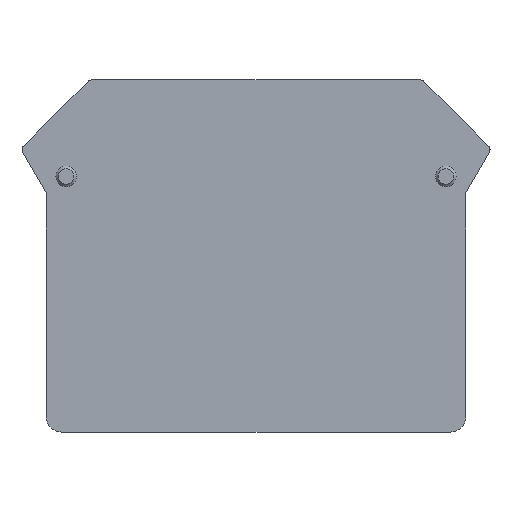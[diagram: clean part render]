
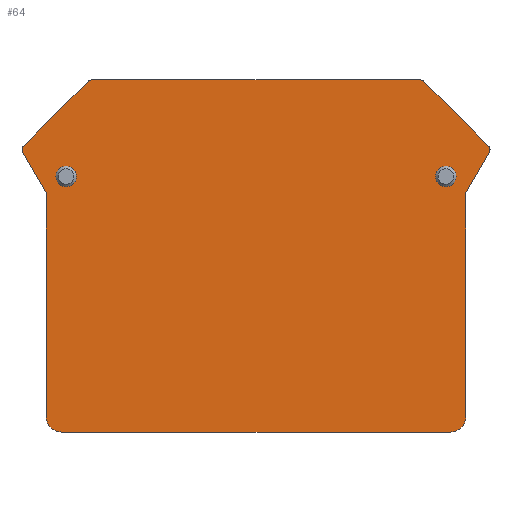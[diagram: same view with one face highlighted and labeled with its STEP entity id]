
A CAD part, front view. The second image highlights one B-rep face of the part: STEP entity #64.
In plain terms, the highlighted planar face has unit normal (0, -1, 0).
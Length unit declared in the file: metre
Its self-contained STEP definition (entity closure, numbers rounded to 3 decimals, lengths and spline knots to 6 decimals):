
#64 = ADVANCED_FACE( '', ( #136, #137, #138 ), #139, .T. );
#136 = FACE_OUTER_BOUND( '', #215, .T. );
#137 = FACE_BOUND( '', #216, .T. );
#138 = FACE_BOUND( '', #217, .T. );
#139 = PLANE( '', #218 );
#215 = EDGE_LOOP( '', ( #324, #325, #326, #327, #328, #329, #330, #331, #332, #333, #334, #335, #336, #337 ) );
#216 = EDGE_LOOP( '', ( #338 ) );
#217 = EDGE_LOOP( '', ( #339 ) );
#218 = AXIS2_PLACEMENT_3D( '', #340, #341, #342 );
#324 = ORIENTED_EDGE( '', *, *, #478, .T. );
#325 = ORIENTED_EDGE( '', *, *, #479, .T. );
#326 = ORIENTED_EDGE( '', *, *, #462, .T. );
#327 = ORIENTED_EDGE( '', *, *, #480, .T. );
#328 = ORIENTED_EDGE( '', *, *, #481, .T. );
#329 = ORIENTED_EDGE( '', *, *, #448, .T. );
#330 = ORIENTED_EDGE( '', *, *, #467, .T. );
#331 = ORIENTED_EDGE( '', *, *, #482, .T. );
#332 = ORIENTED_EDGE( '', *, *, #475, .T. );
#333 = ORIENTED_EDGE( '', *, *, #483, .T. );
#334 = ORIENTED_EDGE( '', *, *, #453, .T. );
#335 = ORIENTED_EDGE( '', *, *, #458, .T. );
#336 = ORIENTED_EDGE( '', *, *, #484, .T. );
#337 = ORIENTED_EDGE( '', *, *, #485, .T. );
#338 = ORIENTED_EDGE( '', *, *, #486, .F. );
#339 = ORIENTED_EDGE( '', *, *, #443, .F. );
#340 = CARTESIAN_POINT( '', ( -0.008791, -0.0015, -0.022026 ) );
#341 = DIRECTION( '', ( 0., -1., 0. ) );
#342 = DIRECTION( '', ( 0., 0., -1. ) );
#443 = EDGE_CURVE( '', #513, #513, #514, .T. );
#448 = EDGE_CURVE( '', #523, #521, #524, .T. );
#453 = EDGE_CURVE( '', #532, #530, #533, .T. );
#458 = EDGE_CURVE( '', #530, #538, #540, .T. );
#462 = EDGE_CURVE( '', #547, #545, #548, .T. );
#467 = EDGE_CURVE( '', #521, #553, #555, .T. );
#475 = EDGE_CURVE( '', #568, #566, #569, .T. );
#478 = EDGE_CURVE( '', #572, #573, #574, .T. );
#479 = EDGE_CURVE( '', #573, #547, #575, .T. );
#480 = EDGE_CURVE( '', #545, #576, #577, .T. );
#481 = EDGE_CURVE( '', #576, #523, #578, .T. );
#482 = EDGE_CURVE( '', #553, #568, #579, .T. );
#483 = EDGE_CURVE( '', #566, #532, #580, .T. );
#484 = EDGE_CURVE( '', #538, #581, #582, .T. );
#485 = EDGE_CURVE( '', #581, #572, #583, .T. );
#486 = EDGE_CURVE( '', #584, #584, #585, .T. );
#513 = VERTEX_POINT( '', #617 );
#514 = CIRCLE( '', #618, 0.001 );
#521 = VERTEX_POINT( '', #626 );
#523 = VERTEX_POINT( '', #629 );
#524 = LINE( '', #630, #631 );
#530 = VERTEX_POINT( '', #638 );
#532 = VERTEX_POINT( '', #641 );
#533 = CIRCLE( '', #642, 0.0005 );
#538 = VERTEX_POINT( '', #649 );
#540 = LINE( '', #652, #653 );
#545 = VERTEX_POINT( '', #659 );
#547 = VERTEX_POINT( '', #662 );
#548 = LINE( '', #663, #664 );
#553 = VERTEX_POINT( '', #670 );
#555 = CIRCLE( '', #673, 0.0005 );
#566 = VERTEX_POINT( '', #684 );
#568 = VERTEX_POINT( '', #687 );
#569 = CIRCLE( '', #688, 0.0005 );
#572 = VERTEX_POINT( '', #692 );
#573 = VERTEX_POINT( '', #693 );
#574 = LINE( '', #694, #695 );
#575 = CIRCLE( '', #696, 0.0015 );
#576 = VERTEX_POINT( '', #697 );
#577 = CIRCLE( '', #698, 0.0015 );
#578 = LINE( '', #699, #700 );
#579 = LINE( '', #701, #702 );
#580 = LINE( '', #703, #704 );
#581 = VERTEX_POINT( '', #705 );
#582 = CIRCLE( '', #706, 0.0005 );
#583 = LINE( '', #707, #708 );
#584 = VERTEX_POINT( '', #709 );
#585 = CIRCLE( '', #710, 0.001 );
#617 = CARTESIAN_POINT( '', ( 0.029659, -0.0015, 0.001374 ) );
#618 = AXIS2_PLACEMENT_3D( '', #750, #751, #752 );
#626 = CARTESIAN_POINT( '', ( 0.032892, -0.0015, 0.003726 ) );
#629 = CARTESIAN_POINT( '', ( 0.03061, -0.0015, -0.000226 ) );
#630 = CARTESIAN_POINT( '', ( 0.03061, -0.0015, -0.000226 ) );
#631 = VECTOR( '', #758, 1. );
#638 = CARTESIAN_POINT( '', ( -0.006197, -0.0015, 0.010628 ) );
#641 = CARTESIAN_POINT( '', ( -0.005843, -0.0015, 0.010774 ) );
#642 = AXIS2_PLACEMENT_3D( '', #764, #765, #766 );
#649 = CARTESIAN_POINT( '', ( -0.012495, -0.0015, 0.00433 ) );
#652 = CARTESIAN_POINT( '', ( -0.006197, -0.0015, 0.010628 ) );
#653 = VECTOR( '', #770, 1. );
#659 = CARTESIAN_POINT( '', ( 0.029109, -0.0015, -0.023526 ) );
#662 = CARTESIAN_POINT( '', ( -0.008791, -0.0015, -0.023526 ) );
#663 = CARTESIAN_POINT( '', ( 0.029109, -0.0015, -0.023526 ) );
#664 = VECTOR( '', #773, 1. );
#670 = CARTESIAN_POINT( '', ( 0.032812, -0.0015, 0.00433 ) );
#673 = AXIS2_PLACEMENT_3D( '', #779, #780, #781 );
#684 = CARTESIAN_POINT( '', ( 0.026161, -0.0015, 0.010774 ) );
#687 = CARTESIAN_POINT( '', ( 0.026514, -0.0015, 0.010628 ) );
#688 = AXIS2_PLACEMENT_3D( '', #792, #793, #794 );
#692 = CARTESIAN_POINT( '', ( -0.010293, -0.0015, -0.000226 ) );
#693 = CARTESIAN_POINT( '', ( -0.010291, -0.0015, -0.022026 ) );
#694 = CARTESIAN_POINT( '', ( -0.010293, -0.0015, -0.000226 ) );
#695 = VECTOR( '', #796, 1. );
#696 = AXIS2_PLACEMENT_3D( '', #797, #798, #799 );
#697 = CARTESIAN_POINT( '', ( 0.030609, -0.0015, -0.022026 ) );
#698 = AXIS2_PLACEMENT_3D( '', #800, #801, #802 );
#699 = CARTESIAN_POINT( '', ( 0.03061, -0.0015, -0.000226 ) );
#700 = VECTOR( '', #803, 1. );
#701 = CARTESIAN_POINT( '', ( 0.026514, -0.0015, 0.010628 ) );
#702 = VECTOR( '', #804, 1. );
#703 = CARTESIAN_POINT( '', ( -0.005843, -0.0015, 0.010774 ) );
#704 = VECTOR( '', #805, 1. );
#705 = CARTESIAN_POINT( '', ( -0.012574, -0.0015, 0.003726 ) );
#706 = AXIS2_PLACEMENT_3D( '', #806, #807, #808 );
#707 = CARTESIAN_POINT( '', ( -0.010293, -0.0015, -0.000226 ) );
#708 = VECTOR( '', #809, 1. );
#709 = CARTESIAN_POINT( '', ( -0.007341, -0.0015, 0.001374 ) );
#710 = AXIS2_PLACEMENT_3D( '', #810, #811, #812 );
#750 = CARTESIAN_POINT( '', ( 0.028659, -0.0015, 0.001374 ) );
#751 = DIRECTION( '', ( 0., -1., 0. ) );
#752 = DIRECTION( '', ( 1., 0., 0. ) );
#758 = DIRECTION( '', ( 0.5, 0., 0.866 ) );
#764 = CARTESIAN_POINT( '', ( -0.005843, -0.0015, 0.010274 ) );
#765 = DIRECTION( '', ( 0., -1., 0. ) );
#766 = DIRECTION( '', ( 1., 0., 0. ) );
#770 = DIRECTION( '', ( -0.707, 0., -0.707 ) );
#773 = DIRECTION( '', ( 1., 0., 0. ) );
#779 = CARTESIAN_POINT( '', ( 0.032459, -0.0015, 0.003976 ) );
#780 = DIRECTION( '', ( 0., -1., 0. ) );
#781 = DIRECTION( '', ( -1., 0., 0. ) );
#792 = CARTESIAN_POINT( '', ( 0.026161, -0.0015, 0.010274 ) );
#793 = DIRECTION( '', ( 0., -1., 0. ) );
#794 = DIRECTION( '', ( 1., 0., 0. ) );
#796 = DIRECTION( '', ( 0., 0., -1. ) );
#797 = CARTESIAN_POINT( '', ( -0.008791, -0.0015, -0.022026 ) );
#798 = DIRECTION( '', ( 0., -1., 0. ) );
#799 = DIRECTION( '', ( 1., 0., 0. ) );
#800 = CARTESIAN_POINT( '', ( 0.029109, -0.0015, -0.022026 ) );
#801 = DIRECTION( '', ( 0., -1., 0. ) );
#802 = DIRECTION( '', ( 1., 0., 0. ) );
#803 = DIRECTION( '', ( 0., 0., 1. ) );
#804 = DIRECTION( '', ( -0.707, 0., 0.707 ) );
#805 = DIRECTION( '', ( -1., 0., 0. ) );
#806 = CARTESIAN_POINT( '', ( -0.012141, -0.0015, 0.003976 ) );
#807 = DIRECTION( '', ( 0., -1., 0. ) );
#808 = DIRECTION( '', ( 1., 0., 0. ) );
#809 = DIRECTION( '', ( 0.5, 0., -0.866 ) );
#810 = CARTESIAN_POINT( '', ( -0.008341, -0.0015, 0.001374 ) );
#811 = DIRECTION( '', ( 0., -1., 0. ) );
#812 = DIRECTION( '', ( 1., 0., 0. ) );
